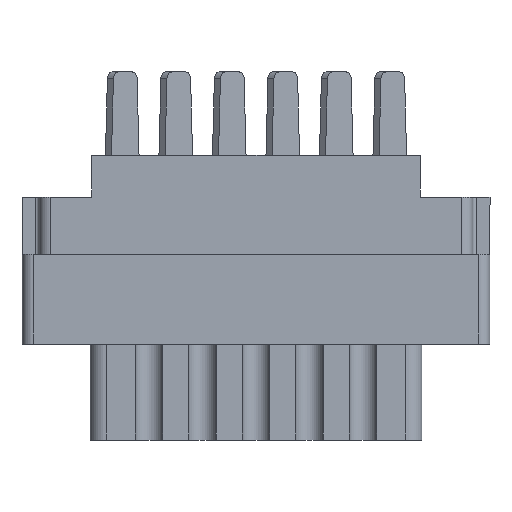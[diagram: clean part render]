
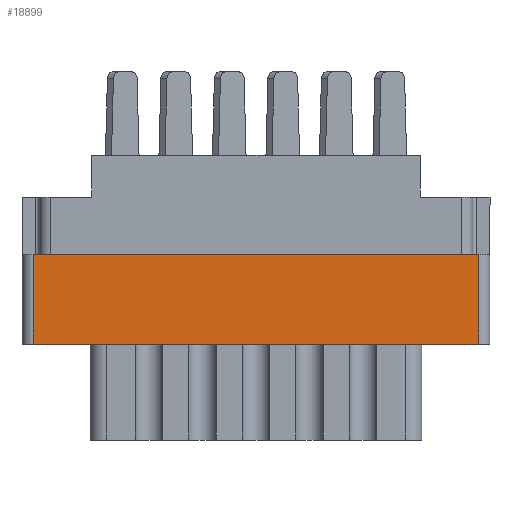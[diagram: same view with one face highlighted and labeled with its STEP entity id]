
A CAD part, front view. The second image highlights one B-rep face of the part: STEP entity #18899.
In plain terms, the highlighted planar face has unit normal (0, -1, 0).
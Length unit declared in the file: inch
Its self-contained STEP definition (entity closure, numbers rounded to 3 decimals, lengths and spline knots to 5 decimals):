
#28 = DIRECTION ( 'NONE',  ( 1., 0., 0. ) ) ;
#655 = DIRECTION ( 'NONE',  ( 0., 0., 1. ) ) ;
#659 = CARTESIAN_POINT ( 'NONE',  ( 0.624, -0.343, -0.529 ) ) ;
#1201 = LINE ( 'NONE', #5289, #15428 ) ;
#1713 = AXIS2_PLACEMENT_3D ( 'NONE', #16108, #8926, #11634 ) ;
#2725 = PLANE ( 'NONE',  #1713 ) ;
#3016 = VERTEX_POINT ( 'NONE', #15776 ) ;
#3210 = CARTESIAN_POINT ( 'NONE',  ( 0.624, -0.343, -0.277 ) ) ;
#4788 = VECTOR ( 'NONE', #655, 39.37008 ) ;
#5220 = VECTOR ( 'NONE', #28, 39.37008 ) ;
#5289 = CARTESIAN_POINT ( 'NONE',  ( -0.624, -0.343, -0.798 ) ) ;
#6660 = LINE ( 'NONE', #15294, #4788 ) ;
#6972 = EDGE_CURVE ( 'NONE', #7478, #3016, #1201, .T. ) ;
#7032 = ORIENTED_EDGE ( 'NONE', *, *, #14252, .F. ) ;
#7478 = VERTEX_POINT ( 'NONE', #12615 ) ;
#7803 = VERTEX_POINT ( 'NONE', #659 ) ;
#8061 = ORIENTED_EDGE ( 'NONE', *, *, #10792, .T. ) ;
#8441 = ORIENTED_EDGE ( 'NONE', *, *, #6972, .F. ) ;
#8926 = DIRECTION ( 'NONE',  ( 0., -1., 0. ) ) ;
#9129 = ORIENTED_EDGE ( 'NONE', *, *, #15684, .F. ) ;
#9618 = DIRECTION ( 'NONE',  ( -1., 0., 0. ) ) ;
#10228 = EDGE_LOOP ( 'NONE', ( #8441, #9129, #8061, #7032 ) ) ;
#10792 = EDGE_CURVE ( 'NONE', #7803, #19109, #6660, .T. ) ;
#11634 = DIRECTION ( 'NONE',  ( 0., 0., -1. ) ) ;
#12430 = LINE ( 'NONE', #17180, #18816 ) ;
#12615 = CARTESIAN_POINT ( 'NONE',  ( -0.624, -0.343, -0.529 ) ) ;
#13307 = LINE ( 'NONE', #16123, #5220 ) ;
#14252 = EDGE_CURVE ( 'NONE', #3016, #19109, #13307, .T. ) ;
#15294 = CARTESIAN_POINT ( 'NONE',  ( 0.624, -0.343, -0.798 ) ) ;
#15428 = VECTOR ( 'NONE', #17484, 39.37008 ) ;
#15684 = EDGE_CURVE ( 'NONE', #7803, #7478, #12430, .T. ) ;
#15776 = CARTESIAN_POINT ( 'NONE',  ( -0.624, -0.343, -0.277 ) ) ;
#16108 = CARTESIAN_POINT ( 'NONE',  ( -0.624, -0.343, -0.798 ) ) ;
#16123 = CARTESIAN_POINT ( 'NONE',  ( -0.656, -0.343, -0.277 ) ) ;
#17180 = CARTESIAN_POINT ( 'NONE',  ( 0.624, -0.343, -0.529 ) ) ;
#17484 = DIRECTION ( 'NONE',  ( 0., 0., 1. ) ) ;
#18816 = VECTOR ( 'NONE', #9618, 39.37008 ) ;
#18899 = ADVANCED_FACE ( 'NONE', ( #19101 ), #2725, .T. ) ;
#19101 = FACE_OUTER_BOUND ( 'NONE', #10228, .T. ) ;
#19109 = VERTEX_POINT ( 'NONE', #3210 ) ;
